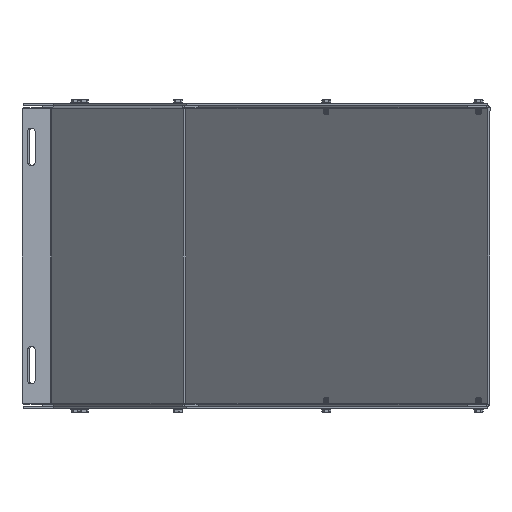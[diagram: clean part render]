
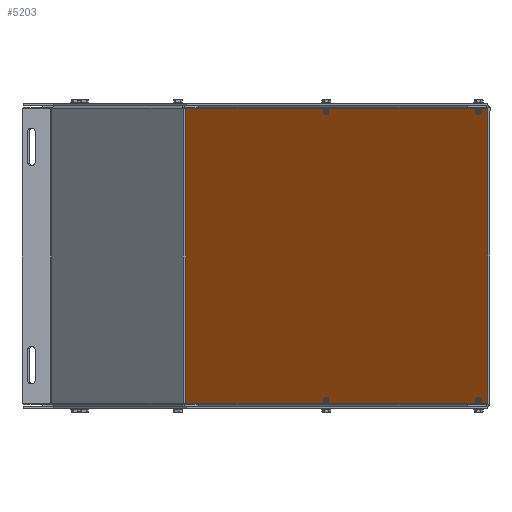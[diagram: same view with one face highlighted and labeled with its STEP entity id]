
A CAD part, front view. The second image highlights one B-rep face of the part: STEP entity #5203.
In plain terms, the highlighted face is planar.
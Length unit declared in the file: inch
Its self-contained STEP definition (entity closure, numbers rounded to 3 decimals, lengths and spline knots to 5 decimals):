
#415=PLANE('',#5641);
#635=FACE_OUTER_BOUND('',#995,.T.);
#995=EDGE_LOOP('',(#4356,#4357,#4358,#4359));
#1403=LINE('',#8091,#1859);
#1445=LINE('',#8192,#1901);
#1519=LINE('',#8354,#1975);
#1520=LINE('',#8355,#1976);
#1859=VECTOR('',#6632,14.53396);
#1901=VECTOR('',#6732,14.53396);
#1975=VECTOR('',#6896,9.7895);
#1976=VECTOR('',#6897,9.7895);
#2478=VERTEX_POINT('',#8088);
#2479=VERTEX_POINT('',#8090);
#2508=VERTEX_POINT('',#8189);
#2509=VERTEX_POINT('',#8191);
#3048=EDGE_CURVE('',#2479,#2478,#1403,.T.);
#3098=EDGE_CURVE('',#2509,#2508,#1445,.T.);
#3183=EDGE_CURVE('',#2478,#2509,#1519,.T.);
#3184=EDGE_CURVE('',#2508,#2479,#1520,.T.);
#4356=ORIENTED_EDGE('',*,*,#3048,.T.);
#4357=ORIENTED_EDGE('',*,*,#3183,.T.);
#4358=ORIENTED_EDGE('',*,*,#3098,.T.);
#4359=ORIENTED_EDGE('',*,*,#3184,.T.);
#5203=ADVANCED_FACE('',(#635),#415,.T.);
#5641=AXIS2_PLACEMENT_3D('',#8353,#6894,#6895);
#6632=DIRECTION('',(1.,0.,0.));
#6732=DIRECTION('',(-1.,0.,0.));
#6894=DIRECTION('center_axis',(0.,0.,1.));
#6895=DIRECTION('ref_axis',(1.,0.,0.));
#6896=DIRECTION('',(0.,1.,0.));
#6897=DIRECTION('',(0.,-1.,0.));
#8088=CARTESIAN_POINT('',(7.26698,-4.89475,0.074));
#8090=CARTESIAN_POINT('',(-7.26698,-4.89475,0.074));
#8091=CARTESIAN_POINT('',(3.63349,-4.89475,0.074));
#8189=CARTESIAN_POINT('',(-7.26698,4.89475,0.074));
#8191=CARTESIAN_POINT('',(7.26698,4.89475,0.074));
#8192=CARTESIAN_POINT('',(-3.63349,4.89475,0.074));
#8353=CARTESIAN_POINT('Origin',(0.,0.,
0.074));
#8354=CARTESIAN_POINT('',(7.26698,2.463,0.074));
#8355=CARTESIAN_POINT('',(-7.26698,-2.463,0.074));
